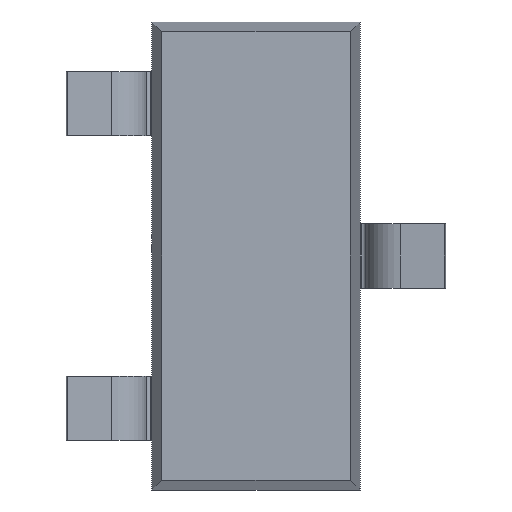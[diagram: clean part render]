
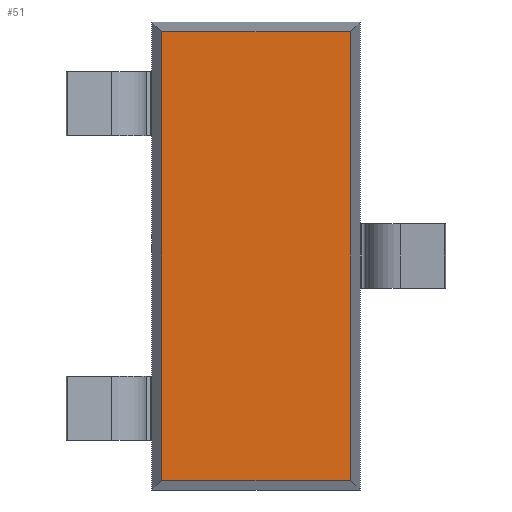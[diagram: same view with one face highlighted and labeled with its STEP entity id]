
A CAD part, front view. The second image highlights one B-rep face of the part: STEP entity #51.
In plain terms, the highlighted planar face has unit normal (0, -1, 0).
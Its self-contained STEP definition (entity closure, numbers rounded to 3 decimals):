
#6 = DIRECTION ( 'NONE',  ( 0., -1., 0. ) ) ;
#29 = ORIENTED_EDGE ( 'NONE', *, *, #1482, .T. ) ;
#51 = ADVANCED_FACE ( 'NONE', ( #967 ), #563, .T. ) ;
#86 = AXIS2_PLACEMENT_3D ( 'NONE', #1228, #6, #1450 ) ;
#113 = VERTEX_POINT ( 'NONE', #541 ) ;
#230 = EDGE_CURVE ( 'NONE', #706, #1015, #744, .T. ) ;
#335 = CARTESIAN_POINT ( 'NONE',  ( -0.588, 0.1, -1.398 ) ) ;
#347 = DIRECTION ( 'NONE',  ( 1., 0., 0. ) ) ;
#488 = CARTESIAN_POINT ( 'NONE',  ( 0., 0.1, -1.398 ) ) ;
#490 = VECTOR ( 'NONE', #1314, 1000. ) ;
#491 = ORIENTED_EDGE ( 'NONE', *, *, #230, .T. ) ;
#498 = VERTEX_POINT ( 'NONE', #1614 ) ;
#508 = LINE ( 'NONE', #1421, #1043 ) ;
#541 = CARTESIAN_POINT ( 'NONE',  ( 0.588, 0.1, 1.398 ) ) ;
#563 = PLANE ( 'NONE',  #86 ) ;
#698 = VECTOR ( 'NONE', #347, 1000. ) ;
#706 = VERTEX_POINT ( 'NONE', #335 ) ;
#744 = LINE ( 'NONE', #488, #698 ) ;
#781 = DIRECTION ( 'NONE',  ( -1., 0., 0. ) ) ;
#812 = CARTESIAN_POINT ( 'NONE',  ( 0.588, 0.1, -1.398 ) ) ;
#886 = EDGE_CURVE ( 'NONE', #1015, #113, #1572, .T. ) ;
#913 = ORIENTED_EDGE ( 'NONE', *, *, #886, .T. ) ;
#927 = CARTESIAN_POINT ( 'NONE',  ( 0., 0.1, 1.398 ) ) ;
#967 = FACE_OUTER_BOUND ( 'NONE', #1001, .T. ) ;
#1001 = EDGE_LOOP ( 'NONE', ( #1630, #491, #913, #29 ) ) ;
#1015 = VERTEX_POINT ( 'NONE', #812 ) ;
#1043 = VECTOR ( 'NONE', #1663, 1000. ) ;
#1060 = EDGE_CURVE ( 'NONE', #498, #706, #508, .T. ) ;
#1173 = LINE ( 'NONE', #927, #1294 ) ;
#1228 = CARTESIAN_POINT ( 'NONE',  ( 0., 0.1, 0. ) ) ;
#1294 = VECTOR ( 'NONE', #781, 1000. ) ;
#1314 = DIRECTION ( 'NONE',  ( 0., 0., 1. ) ) ;
#1421 = CARTESIAN_POINT ( 'NONE',  ( -0.588, 0.1, 0. ) ) ;
#1450 = DIRECTION ( 'NONE',  ( 0., 0., -1. ) ) ;
#1482 = EDGE_CURVE ( 'NONE', #113, #498, #1173, .T. ) ;
#1572 = LINE ( 'NONE', #1694, #490 ) ;
#1614 = CARTESIAN_POINT ( 'NONE',  ( -0.588, 0.1, 1.398 ) ) ;
#1630 = ORIENTED_EDGE ( 'NONE', *, *, #1060, .T. ) ;
#1663 = DIRECTION ( 'NONE',  ( 0., 0., -1. ) ) ;
#1694 = CARTESIAN_POINT ( 'NONE',  ( 0.588, 0.1, 0. ) ) ;
